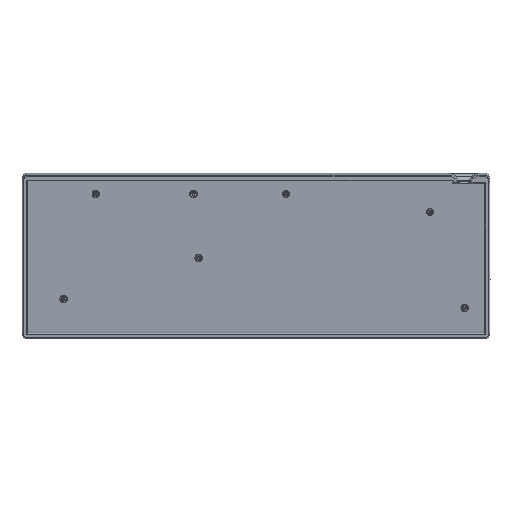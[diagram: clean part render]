
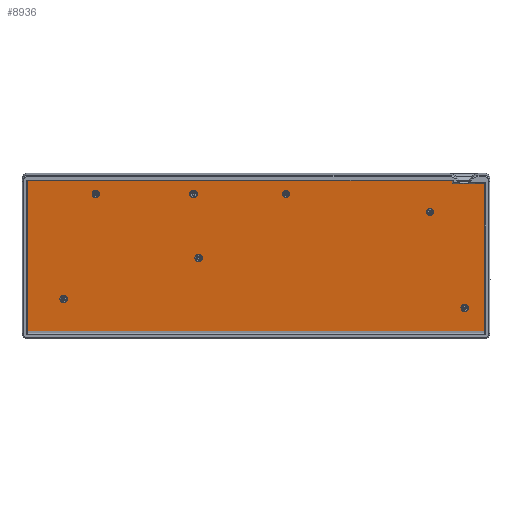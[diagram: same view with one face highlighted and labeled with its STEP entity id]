
A CAD part, top view. The second image highlights one B-rep face of the part: STEP entity #8936.
In plain terms, the highlighted planar face has unit normal (0, -0.103, 0.995).
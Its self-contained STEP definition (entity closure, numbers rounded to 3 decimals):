
#114=FACE_BOUND('',#1217,.T.);
#115=FACE_BOUND('',#1218,.T.);
#116=FACE_BOUND('',#1219,.T.);
#117=FACE_BOUND('',#1220,.T.);
#118=FACE_BOUND('',#1221,.T.);
#119=FACE_BOUND('',#1222,.T.);
#120=FACE_BOUND('',#1223,.T.);
#266=PLANE('',#9460);
#692=FACE_OUTER_BOUND('',#1216,.T.);
#1216=EDGE_LOOP('',(#7238,#7239,#7240,#7241,#7242,#7243));
#1217=EDGE_LOOP('',(#7244));
#1218=EDGE_LOOP('',(#7245));
#1219=EDGE_LOOP('',(#7246));
#1220=EDGE_LOOP('',(#7247));
#1221=EDGE_LOOP('',(#7248));
#1222=EDGE_LOOP('',(#7249));
#1223=EDGE_LOOP('',(#7250));
#1421=CIRCLE('',#9458,3.5);
#1423=CIRCLE('',#9461,3.5);
#1424=CIRCLE('',#9462,3.5);
#1425=CIRCLE('',#9463,3.5);
#1426=CIRCLE('',#9464,3.5);
#1427=CIRCLE('',#9465,3.5);
#1428=CIRCLE('',#9466,3.5);
#2608=LINE('',#21238,#3234);
#2609=LINE('',#21240,#3235);
#2610=LINE('',#21242,#3236);
#2611=LINE('',#21244,#3237);
#2612=LINE('',#21246,#3238);
#2613=LINE('',#21247,#3239);
#3234=VECTOR('',#10992,10.);
#3235=VECTOR('',#10993,10.);
#3236=VECTOR('',#10994,10.);
#3237=VECTOR('',#10995,10.);
#3238=VECTOR('',#10996,10.);
#3239=VECTOR('',#10997,10.);
#4072=VERTEX_POINT('',#21231);
#4073=VERTEX_POINT('',#21236);
#4074=VERTEX_POINT('',#21237);
#4075=VERTEX_POINT('',#21239);
#4076=VERTEX_POINT('',#21241);
#4077=VERTEX_POINT('',#21243);
#4078=VERTEX_POINT('',#21245);
#4079=VERTEX_POINT('',#21248);
#4080=VERTEX_POINT('',#21250);
#4081=VERTEX_POINT('',#21252);
#4082=VERTEX_POINT('',#21254);
#4083=VERTEX_POINT('',#21256);
#4084=VERTEX_POINT('',#21258);
#5282=EDGE_CURVE('',#4072,#4072,#1421,.T.);
#5284=EDGE_CURVE('',#4073,#4074,#2608,.T.);
#5285=EDGE_CURVE('',#4074,#4075,#2609,.T.);
#5286=EDGE_CURVE('',#4075,#4076,#2610,.T.);
#5287=EDGE_CURVE('',#4077,#4076,#2611,.T.);
#5288=EDGE_CURVE('',#4078,#4077,#2612,.T.);
#5289=EDGE_CURVE('',#4073,#4078,#2613,.T.);
#5290=EDGE_CURVE('',#4079,#4079,#1423,.T.);
#5291=EDGE_CURVE('',#4080,#4080,#1424,.T.);
#5292=EDGE_CURVE('',#4081,#4081,#1425,.T.);
#5293=EDGE_CURVE('',#4082,#4082,#1426,.T.);
#5294=EDGE_CURVE('',#4083,#4083,#1427,.T.);
#5295=EDGE_CURVE('',#4084,#4084,#1428,.T.);
#7238=ORIENTED_EDGE('',*,*,#5284,.T.);
#7239=ORIENTED_EDGE('',*,*,#5285,.T.);
#7240=ORIENTED_EDGE('',*,*,#5286,.T.);
#7241=ORIENTED_EDGE('',*,*,#5287,.F.);
#7242=ORIENTED_EDGE('',*,*,#5288,.F.);
#7243=ORIENTED_EDGE('',*,*,#5289,.F.);
#7244=ORIENTED_EDGE('',*,*,#5290,.F.);
#7245=ORIENTED_EDGE('',*,*,#5291,.F.);
#7246=ORIENTED_EDGE('',*,*,#5292,.F.);
#7247=ORIENTED_EDGE('',*,*,#5293,.F.);
#7248=ORIENTED_EDGE('',*,*,#5294,.F.);
#7249=ORIENTED_EDGE('',*,*,#5295,.F.);
#7250=ORIENTED_EDGE('',*,*,#5282,.F.);
#8936=ADVANCED_FACE('',(#692,#114,#115,#116,#117,#118,#119,#120),#266,.T.);
#9458=AXIS2_PLACEMENT_3D('',#21233,#10986,#10987);
#9460=AXIS2_PLACEMENT_3D('',#21235,#10990,#10991);
#9461=AXIS2_PLACEMENT_3D('',#21249,#10998,#10999);
#9462=AXIS2_PLACEMENT_3D('',#21251,#11000,#11001);
#9463=AXIS2_PLACEMENT_3D('',#21253,#11002,#11003);
#9464=AXIS2_PLACEMENT_3D('',#21255,#11004,#11005);
#9465=AXIS2_PLACEMENT_3D('',#21257,#11006,#11007);
#9466=AXIS2_PLACEMENT_3D('',#21259,#11008,#11009);
#10986=DIRECTION('center_axis',(0.,-0.103,0.995));
#10987=DIRECTION('ref_axis',(0.,0.995,0.103));
#10990=DIRECTION('center_axis',(0.,-0.103,0.995));
#10991=DIRECTION('ref_axis',(1.,0.,0.));
#10992=DIRECTION('',(-1.,0.,0.));
#10993=DIRECTION('',(0.,0.995,0.103));
#10994=DIRECTION('',(-1.,0.,0.));
#10995=DIRECTION('',(0.,0.995,0.103));
#10996=DIRECTION('',(-1.,0.,0.));
#10997=DIRECTION('',(0.,-0.995,-0.103));
#10998=DIRECTION('center_axis',(0.,-0.103,0.995));
#10999=DIRECTION('ref_axis',(0.,0.995,0.103));
#11000=DIRECTION('center_axis',(0.,-0.103,0.995));
#11001=DIRECTION('ref_axis',(0.,0.995,0.103));
#11002=DIRECTION('center_axis',(0.,-0.103,0.995));
#11003=DIRECTION('ref_axis',(0.,0.995,0.103));
#11004=DIRECTION('center_axis',(0.,-0.103,0.995));
#11005=DIRECTION('ref_axis',(0.,0.995,0.103));
#11006=DIRECTION('center_axis',(0.,-0.103,0.995));
#11007=DIRECTION('ref_axis',(0.,0.995,0.103));
#11008=DIRECTION('center_axis',(0.,-0.103,0.995));
#11009=DIRECTION('ref_axis',(0.,0.995,0.103));
#21231=CARTESIAN_POINT('',(-137.317,10.321,-3.277));
#21233=CARTESIAN_POINT('Origin',(-140.817,10.321,-3.277));
#21235=CARTESIAN_POINT('Origin',(-334.167,61.242,1.99));
#21236=CARTESIAN_POINT('',(-122.43,127.203,8.814));
#21237=CARTESIAN_POINT('',(-152.5,127.203,8.814));
#21238=CARTESIAN_POINT('',(-235.816,127.203,8.814));
#21239=CARTESIAN_POINT('',(-152.5,129.789,9.081));
#21240=CARTESIAN_POINT('',(-152.5,95.516,5.536));
#21241=CARTESIAN_POINT('',(-545.905,129.789,9.081));
#21242=CARTESIAN_POINT('',(-228.299,129.789,9.081));
#21243=CARTESIAN_POINT('',(-545.905,-11.283,-5.512));
#21244=CARTESIAN_POINT('',(-545.905,97.505,5.742));
#21245=CARTESIAN_POINT('',(-122.43,-11.283,-5.512));
#21246=CARTESIAN_POINT('',(-440.036,-11.283,-5.512));
#21247=CARTESIAN_POINT('',(-122.43,24.979,-1.761));
#21248=CARTESIAN_POINT('',(-169.464,99.142,5.911));
#21249=CARTESIAN_POINT('Origin',(-172.964,99.142,5.911));
#21250=CARTESIAN_POINT('',(-388.534,115.722,7.626));
#21251=CARTESIAN_POINT('Origin',(-392.034,115.722,7.626));
#21252=CARTESIAN_POINT('',(-508.785,18.611,-2.42));
#21253=CARTESIAN_POINT('Origin',(-512.285,18.611,-2.42));
#21254=CARTESIAN_POINT('',(-479.02,115.722,7.626));
#21255=CARTESIAN_POINT('Origin',(-482.52,115.722,7.626));
#21256=CARTESIAN_POINT('',(-383.772,56.508,1.501));
#21257=CARTESIAN_POINT('Origin',(-387.272,56.508,1.501));
#21258=CARTESIAN_POINT('',(-302.811,115.722,7.626));
#21259=CARTESIAN_POINT('Origin',(-306.311,115.722,7.626));
